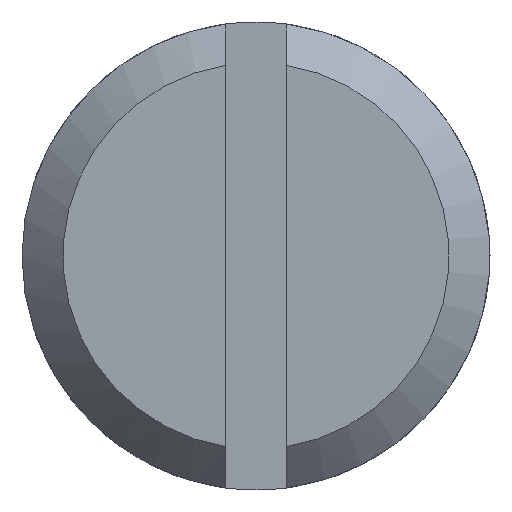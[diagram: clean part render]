
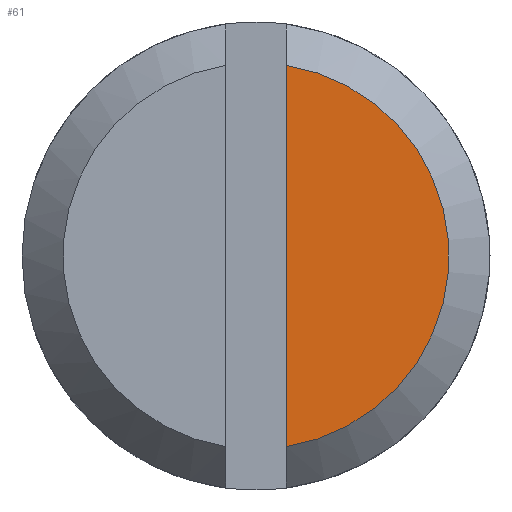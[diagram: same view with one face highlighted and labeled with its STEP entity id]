
A CAD part, left-side view. The second image highlights one B-rep face of the part: STEP entity #61.
In plain terms, the highlighted planar face has unit normal (-1, 0, 0).
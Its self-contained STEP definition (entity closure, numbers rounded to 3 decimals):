
#61 = ADVANCED_FACE( '', ( #122 ), #123, .F. );
#122 = FACE_OUTER_BOUND( '', #174, .T. );
#123 = PLANE( '', #175 );
#174 = EDGE_LOOP( '', ( #271, #272 ) );
#175 = AXIS2_PLACEMENT_3D( '', #273, #274, #275 );
#271 = ORIENTED_EDGE( '', *, *, #285, .F. );
#272 = ORIENTED_EDGE( '', *, *, #307, .F. );
#273 = CARTESIAN_POINT( '', ( 0., 0., 0. ) );
#274 = DIRECTION( '', ( 1., 0., 0. ) );
#275 = DIRECTION( '', ( 0., 1., 0. ) );
#285 = EDGE_CURVE( '', #327, #329, #330, .T. );
#307 = EDGE_CURVE( '', #329, #327, #361, .T. );
#327 = VERTEX_POINT( '', #381 );
#329 = VERTEX_POINT( '', #386 );
#330 = CIRCLE( '', #387, 5.773 );
#361 = LINE( '', #433, #434 );
#381 = CARTESIAN_POINT( '', ( 0., -0.9, 5.702 ) );
#386 = CARTESIAN_POINT( '', ( 0., -0.9, -5.702 ) );
#387 = AXIS2_PLACEMENT_3D( '', #452, #453, #454 );
#433 = CARTESIAN_POINT( '', ( 0., -0.9, -10.5 ) );
#434 = VECTOR( '', #479, 1000. );
#452 = CARTESIAN_POINT( '', ( 0., 0., 0. ) );
#453 = DIRECTION( '', ( 1., 0., 0. ) );
#454 = DIRECTION( '', ( 0., 1., 0. ) );
#479 = DIRECTION( '', ( 0., 0., 1. ) );
